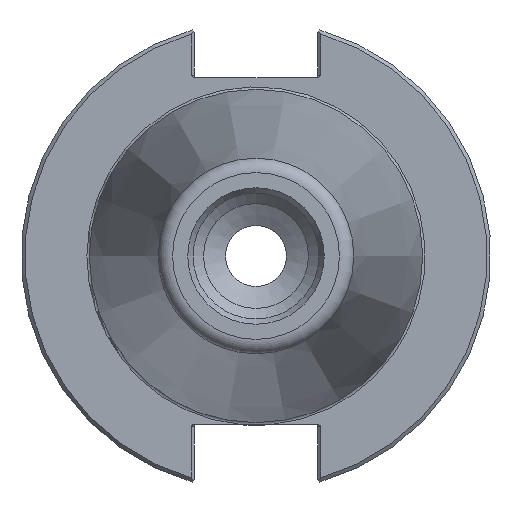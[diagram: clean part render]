
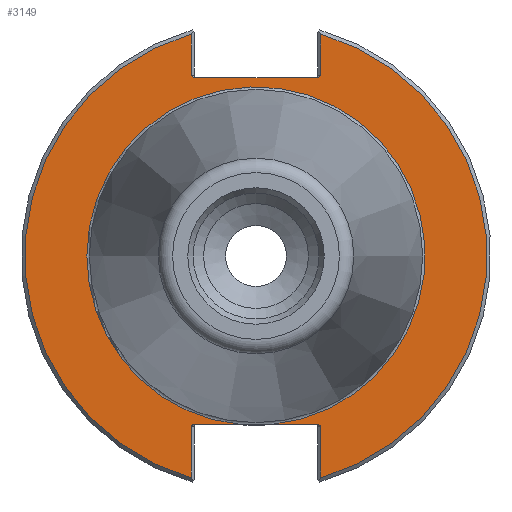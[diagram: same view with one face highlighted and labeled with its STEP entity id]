
A CAD part, left-side view. The second image highlights one B-rep face of the part: STEP entity #3149.
In plain terms, the highlighted planar face has unit normal (-1, 0, 0).
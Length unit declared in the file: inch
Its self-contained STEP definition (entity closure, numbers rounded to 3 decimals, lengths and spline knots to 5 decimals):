
#2504=CARTESIAN_POINT('',(0.125,-0.50422,1.472));
#2505=VERTEX_POINT('',#2504);
#2512=CARTESIAN_POINT('',(0.125,-0.5325,1.492));
#2513=VERTEX_POINT('',#2512);
#2514=CARTESIAN_POINT('',(0.125,-0.50422,1.492));
#2515=DIRECTION('',(-1.0,0.0,0.0));
#2516=DIRECTION('',(0.0,-1.0,0.0));
#2517=AXIS2_PLACEMENT_3D('',#2514,#2515,#2516);
#2518=ELLIPSE('',#2517,0.02828,0.02);
#2519=EDGE_CURVE('',#2505,#2513,#2518,.T.);
#2569=CARTESIAN_POINT('',(0.125,-0.5325,1.83167));
#2570=VERTEX_POINT('',#2569);
#2571=CARTESIAN_POINT('',(0.125,-0.5325,1.492));
#2572=DIRECTION('',(0.0,0.0,1.0));
#2573=VECTOR('',#2572,0.33967);
#2574=LINE('',#2571,#2573);
#2575=EDGE_CURVE('',#2513,#2570,#2574,.T.);
#2658=CARTESIAN_POINT('',(0.125,0.50422,-1.388));
#2659=VERTEX_POINT('',#2658);
#2666=CARTESIAN_POINT('',(0.125,0.5325,-1.408));
#2667=VERTEX_POINT('',#2666);
#2668=CARTESIAN_POINT('',(0.125,0.50422,-1.408));
#2669=DIRECTION('',(-1.0,0.0,0.0));
#2670=DIRECTION('',(0.0,1.0,0.0));
#2671=AXIS2_PLACEMENT_3D('',#2668,#2669,#2670);
#2672=ELLIPSE('',#2671,0.02828,0.02);
#2673=EDGE_CURVE('',#2659,#2667,#2672,.T.);
#2723=CARTESIAN_POINT('',(0.125,0.5325,-1.83167));
#2724=VERTEX_POINT('',#2723);
#2725=CARTESIAN_POINT('',(0.125,0.5325,-1.408));
#2726=DIRECTION('',(0.0,0.0,-1.0));
#2727=VECTOR('',#2726,0.42367);
#2728=LINE('',#2725,#2727);
#2729=EDGE_CURVE('',#2667,#2724,#2728,.T.);
#2754=CARTESIAN_POINT('',(0.125,-0.5325,-1.408));
#2755=VERTEX_POINT('',#2754);
#2756=CARTESIAN_POINT('',(0.125,-0.50422,-1.388));
#2757=VERTEX_POINT('',#2756);
#2758=CARTESIAN_POINT('',(0.125,-0.50422,-1.408));
#2759=DIRECTION('',(-1.0,0.0,0.0));
#2760=DIRECTION('',(0.0,-1.0,0.0));
#2761=AXIS2_PLACEMENT_3D('',#2758,#2759,#2760);
#2762=ELLIPSE('',#2761,0.02828,0.02);
#2763=EDGE_CURVE('',#2755,#2757,#2762,.T.);
#2861=CARTESIAN_POINT('',(0.125,-0.5325,-1.83167));
#2862=VERTEX_POINT('',#2861);
#2869=CARTESIAN_POINT('',(0.125,-0.5325,-1.83167));
#2870=DIRECTION('',(0.0,0.0,1.0));
#2871=VECTOR('',#2870,0.42367);
#2872=LINE('',#2869,#2871);
#2873=EDGE_CURVE('',#2862,#2755,#2872,.T.);
#2915=CARTESIAN_POINT('',(0.125,0.5325,1.492));
#2916=VERTEX_POINT('',#2915);
#2923=CARTESIAN_POINT('',(0.125,0.50422,1.472));
#2924=VERTEX_POINT('',#2923);
#2925=CARTESIAN_POINT('',(0.125,0.50422,1.492));
#2926=DIRECTION('',(-1.0,0.0,0.0));
#2927=DIRECTION('',(0.0,1.0,0.0));
#2928=AXIS2_PLACEMENT_3D('',#2925,#2926,#2927);
#2929=ELLIPSE('',#2928,0.02828,0.02);
#2930=EDGE_CURVE('',#2916,#2924,#2929,.T.);
#3015=CARTESIAN_POINT('',(0.125,0.5325,1.83167));
#3016=VERTEX_POINT('',#3015);
#3023=CARTESIAN_POINT('',(0.125,0.5325,1.83167));
#3024=DIRECTION('',(0.0,0.0,-1.0));
#3025=VECTOR('',#3024,0.33967);
#3026=LINE('',#3023,#3025);
#3027=EDGE_CURVE('',#3016,#2916,#3026,.T.);
#3062=CARTESIAN_POINT('',(0.125,-0.13957,-1.388));
#3063=VERTEX_POINT('',#3062);
#3064=CARTESIAN_POINT('',(0.125,0.13957,-1.388));
#3065=VERTEX_POINT('',#3064);
#3080=CARTESIAN_POINT('',(0.125,0.0,0.0));
#3081=DIRECTION('',(-1.0,0.0,0.0));
#3082=DIRECTION('',(0.0,-1.0,0.0));
#3083=AXIS2_PLACEMENT_3D('',#3080,#3081,#3082);
#3084=CIRCLE('',#3083,1.395);
#3085=EDGE_CURVE('',#3063,#3065,#3084,.T.);
#3101=CARTESIAN_POINT('',(0.125,1.65625,0.0));
#3102=DIRECTION('',(-1.0,0.0,0.0));
#3103=DIRECTION('',(0.0,0.0,1.0));
#3104=AXIS2_PLACEMENT_3D('',#3101,#3102,#3103);
#3105=PLANE('',#3104);
#3106=ORIENTED_EDGE('',*,*,#3085,.F.);
#3107=CARTESIAN_POINT('',(0.125,-0.50422,-1.388));
#3108=DIRECTION('',(0.0,1.0,0.0));
#3109=VECTOR('',#3108,0.36464);
#3110=LINE('',#3107,#3109);
#3111=EDGE_CURVE('',#2757,#3063,#3110,.T.);
#3112=ORIENTED_EDGE('',*,*,#3111,.F.);
#3113=ORIENTED_EDGE('',*,*,#2763,.F.);
#3114=ORIENTED_EDGE('',*,*,#2873,.F.);
#3115=CARTESIAN_POINT('',(0.125,0.0,0.0));
#3116=DIRECTION('',(1.0,0.0,0.0));
#3117=DIRECTION('',(0.0,-1.0,0.0));
#3118=AXIS2_PLACEMENT_3D('',#3115,#3116,#3117);
#3119=CIRCLE('',#3118,1.9075);
#3120=EDGE_CURVE('',#2570,#2862,#3119,.T.);
#3121=ORIENTED_EDGE('',*,*,#3120,.F.);
#3122=ORIENTED_EDGE('',*,*,#2575,.F.);
#3123=ORIENTED_EDGE('',*,*,#2519,.F.);
#3124=CARTESIAN_POINT('',(0.125,0.50422,1.472));
#3125=DIRECTION('',(0.0,-1.0,0.0));
#3126=VECTOR('',#3125,1.00843);
#3127=LINE('',#3124,#3126);
#3128=EDGE_CURVE('',#2924,#2505,#3127,.T.);
#3129=ORIENTED_EDGE('',*,*,#3128,.F.);
#3130=ORIENTED_EDGE('',*,*,#2930,.F.);
#3131=ORIENTED_EDGE('',*,*,#3027,.F.);
#3132=CARTESIAN_POINT('',(0.125,0.0,0.0));
#3133=DIRECTION('',(1.0,0.0,0.0));
#3134=DIRECTION('',(0.0,1.0,0.0));
#3135=AXIS2_PLACEMENT_3D('',#3132,#3133,#3134);
#3136=CIRCLE('',#3135,1.9075);
#3137=EDGE_CURVE('',#2724,#3016,#3136,.T.);
#3138=ORIENTED_EDGE('',*,*,#3137,.F.);
#3139=ORIENTED_EDGE('',*,*,#2729,.F.);
#3140=ORIENTED_EDGE('',*,*,#2673,.F.);
#3141=CARTESIAN_POINT('',(0.125,0.13957,-1.388));
#3142=DIRECTION('',(0.0,1.0,0.0));
#3143=VECTOR('',#3142,0.36464);
#3144=LINE('',#3141,#3143);
#3145=EDGE_CURVE('',#3065,#2659,#3144,.T.);
#3146=ORIENTED_EDGE('',*,*,#3145,.F.);
#3147=EDGE_LOOP('',(#3106,#3112,#3113,#3114,#3121,#3122,#3123,#3129,#3130,#3131,#3138,#3139,#3140,#3146));
#3148=FACE_OUTER_BOUND('',#3147,.T.);
#3149=ADVANCED_FACE('',(#3148),#3105,.T.);
